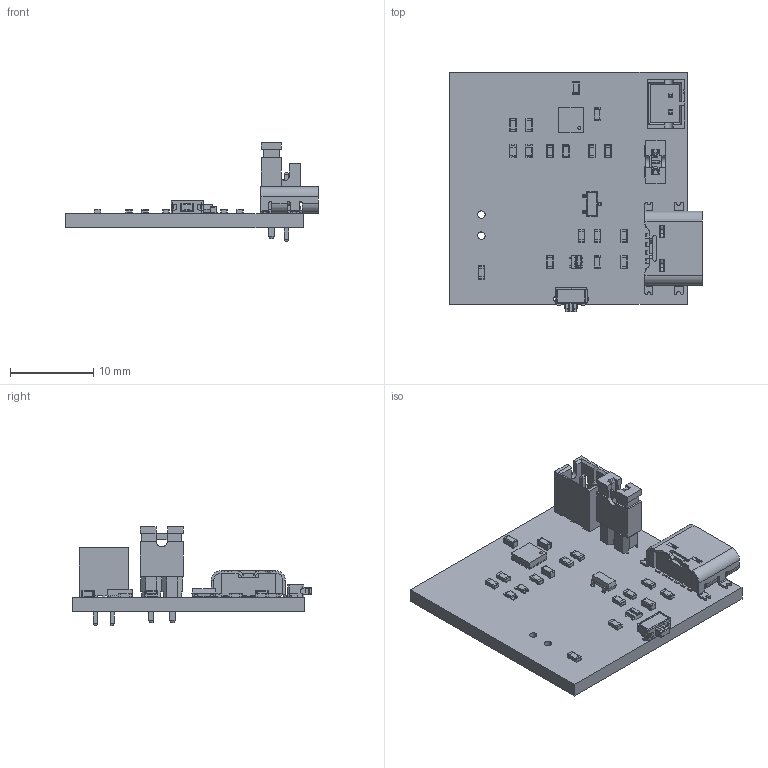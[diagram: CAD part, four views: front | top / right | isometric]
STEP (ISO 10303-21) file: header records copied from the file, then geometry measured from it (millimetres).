
FILE_DESCRIPTION(('Open CASCADE Model'),'2;1');
FILE_NAME('Open CASCADE Shape Model','2024-10-01T20:58:51',('Author'),( 'Open CASCADE'),'Open CASCADE STEP processor 7.5','Open CASCADE 7.5' ,'Unknown');
FILE_SCHEMA(('AUTOMOTIVE_DESIGN { 1 0 10303 214 1 1 1 1 }'));
Length unit declared in the file: millimetre
Products named in the file (43): Open CASCADE STEP translator 7.5 276; Open CASCADE STEP translator 7.5 277; Open CASCADE STEP translator 7.5 278; Open CASCADE STEP translator 7.5 279; Open CASCADE STEP translator 7.5 280; Open CASCADE STEP translator 7.5 281; Open CASCADE STEP translator 7.5 282; Open CASCADE STEP translator 7.5 283; Open CASCADE STEP translator 7.5 284; Open CASCADE STEP translator 7.5 285; Open CASCADE STEP translator 7.5 286; Open CASCADE STEP translator 7.5 287; Open CASCADE STEP translator 7.5 288; Open CASCADE STEP translator 7.5 289; Open CASCADE STEP translator 7.5 290; Open CASCADE STEP translator 7.5 291; Open CASCADE STEP translator 7.5 292; Open CASCADE STEP translator 7.5 293; Open CASCADE STEP translator 7.5 294; Open CASCADE STEP translator 7.5 295; Open CASCADE STEP translator 7.5 296; Open CASCADE STEP translator 7.5 297; Open CASCADE STEP translator 7.5 298; Open CASCADE STEP translator 7.5 299; Open CASCADE STEP translator 7.5 300; Open CASCADE STEP translator 7.5 301; Open CASCADE STEP translator 7.5 302; Open CASCADE STEP translator 7.5 303; Open CASCADE STEP translator 7.5 304; Open CASCADE STEP translator 7.5 305; Open CASCADE STEP translator 7.5 306; Open CASCADE STEP translator 7.5 307; Open CASCADE STEP translator 7.5 308; Open CASCADE STEP translator 7.5 309; Open CASCADE STEP translator 7.5 310; Open CASCADE STEP translator 7.5 311; Open CASCADE STEP translator 7.5 312; Open CASCADE STEP translator 7.5 313; Open CASCADE STEP translator 7.5 314; Open CASCADE STEP translator 7.5 315 ...
Bounding box: 30.41 x 28.86 x 11.99 mm (x, y, z)
Volume: 1631.6 mm3; surface area: 3106.5 mm2
Topology: 88 solids, 88 shells, 2418 faces, 5860 edges, 3464 vertices
Faces by surface type: plane 1440, cylinder 667, sphere 140, bspline 139, torus 25, revolution 7
Full cylindrical faces by diameter (mm): 0.15 x2, 0.23 x2, 0.6 x2, 0.86 x2, 0.9 x2, 1.1 x2
Entity records: 77031 total; most frequent: CARTESIAN_POINT 13640, ORIENTED_EDGE 11424, DIRECTION 11249, EDGE_CURVE 5712, LINE 4122, VECTOR 4122, AXIS2_PLACEMENT_3D 3560, VERTEX_POINT 3464
